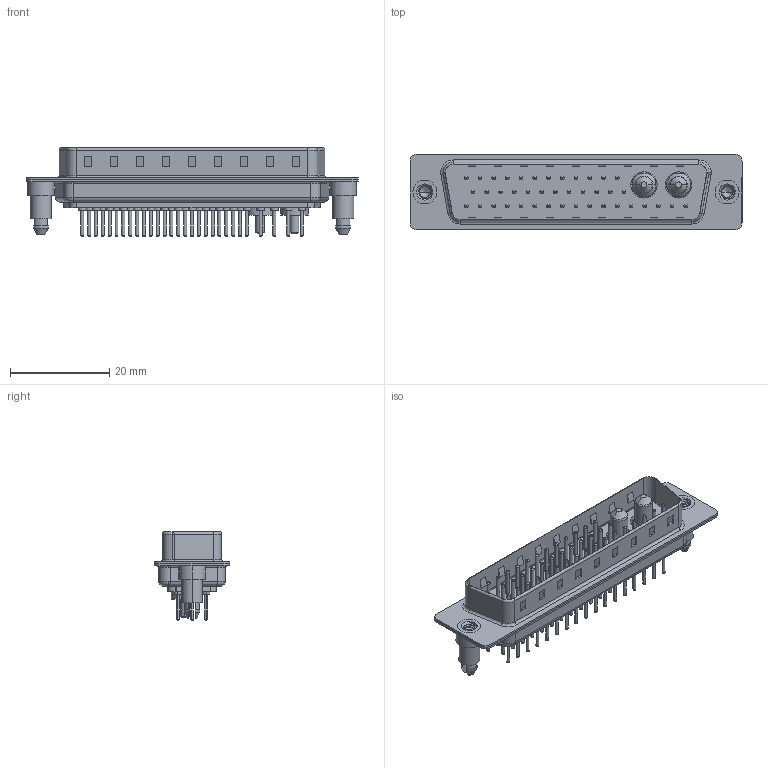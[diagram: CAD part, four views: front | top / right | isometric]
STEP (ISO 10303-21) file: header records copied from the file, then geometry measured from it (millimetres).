
FILE_DESCRIPTION (( 'STEP AP203' ), '1' );
FILE_NAME ('627-43W2624-1T5.STEP', '2019-06-20T03:10:47', ( '' ), ( '' ), 'SwSTEP 2.0', 'SolidWorks 2016', '' );
FILE_SCHEMA (( 'CONFIG_CONTROL_DESIGN' ));
Length unit declared in the file: millimetre
Products named in the file (9): 627Combo Shell Front_50 Contacts; 627Combo Contact Row 1_24; 627Combo Contact Row 2_24; 627Combo Contact Row 3_24; 627-43W2624-1T5; 627Combo Housing_43W2; 627Combo Threaded Boardlock_5; 627Combo Shell Rear_50 Contacts; Power Pin_10A S
Assembly tree (48 placements, depth 2):
  627-43W2624-1T5
    627Combo Housing_43W2
    627Combo Shell Rear_50 Contacts
    627Combo Shell Front_50 Contacts
    627Combo Threaded Boardlock_5  x2
    Power Pin_10A S  x2
    627Combo Contact Row 1_24  x12
    627Combo Contact Row 2_24  x12
    627Combo Contact Row 3_24  x17
Bounding box: 67 x 15.3 x 17.9 mm (x, y, z)
Volume: 4768.4 mm3; surface area: 11044 mm2
Topology: 50 solids, 50 shells, 2059 faces, 4393 edges, 2660 vertices
Faces by surface type: cylinder 785, torus 710, plane 526, cone 28, bspline 10
Entity records: 29196 total; most frequent: CARTESIAN_POINT 6079, DIRECTION 4786, ORIENTED_EDGE 4082, EDGE_CURVE 2041, AXIS2_PLACEMENT_3D 1911, VERTEX_POINT 1305, EDGE_LOOP 1108, CIRCLE 1001
